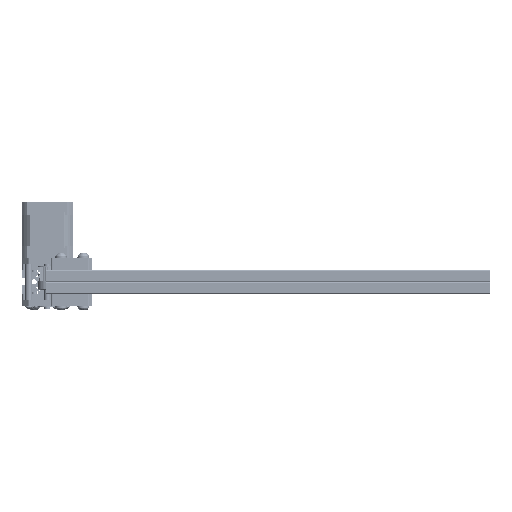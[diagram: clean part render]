
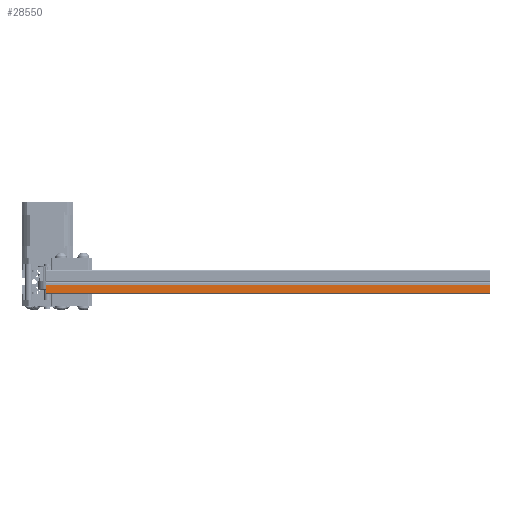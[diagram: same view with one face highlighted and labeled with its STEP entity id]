
A CAD part, left-side view. The second image highlights one B-rep face of the part: STEP entity #28550.
In plain terms, the highlighted face is planar.
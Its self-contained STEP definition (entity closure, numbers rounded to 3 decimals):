
#2304=PLANE('',#32208);
#3852=FACE_OUTER_BOUND('',#5688,.T.);
#5688=EDGE_LOOP('',(#25721,#25722,#25723,#25724));
#7768=LINE('',#51984,#10012);
#7769=LINE('',#51987,#10013);
#7770=LINE('',#51989,#10014);
#7771=LINE('',#51990,#10015);
#10012=VECTOR('',#40724,1000.);
#10013=VECTOR('',#40727,1000.);
#10014=VECTOR('',#40728,10.);
#10015=VECTOR('',#40729,1000.);
#14268=VERTEX_POINT('',#51980);
#14269=VERTEX_POINT('',#51982);
#14270=VERTEX_POINT('',#51986);
#14271=VERTEX_POINT('',#51988);
#18145=EDGE_CURVE('',#14269,#14268,#7768,.T.);
#18146=EDGE_CURVE('',#14268,#14270,#7769,.T.);
#18147=EDGE_CURVE('',#14269,#14271,#7770,.T.);
#18148=EDGE_CURVE('',#14271,#14270,#7771,.T.);
#25721=ORIENTED_EDGE('',*,*,#18146,.F.);
#25722=ORIENTED_EDGE('',*,*,#18145,.F.);
#25723=ORIENTED_EDGE('',*,*,#18147,.T.);
#25724=ORIENTED_EDGE('',*,*,#18148,.T.);
#28550=ADVANCED_FACE('',(#3852),#2304,.T.);
#32208=AXIS2_PLACEMENT_3D('',#51985,#40725,#40726);
#40724=DIRECTION('',(0.,0.,1.));
#40725=DIRECTION('center_axis',(0.,1.,0.));
#40726=DIRECTION('ref_axis',(0.,0.,1.));
#40727=DIRECTION('',(-1.,0.,0.));
#40728=DIRECTION('',(-1.,0.,0.));
#40729=DIRECTION('',(0.,0.,1.));
#51980=CARTESIAN_POINT('',(9.,10.,20.));
#51982=CARTESIAN_POINT('',(9.,10.,-350.));
#51984=CARTESIAN_POINT('',(9.,10.,-200.));
#51985=CARTESIAN_POINT('Origin',(9.,10.,-200.));
#51986=CARTESIAN_POINT('',(3.,10.,20.));
#51987=CARTESIAN_POINT('',(9.,10.,20.));
#51988=CARTESIAN_POINT('',(3.,10.,-350.));
#51989=CARTESIAN_POINT('',(0.,10.,-350.));
#51990=CARTESIAN_POINT('',(3.,10.,-200.));
